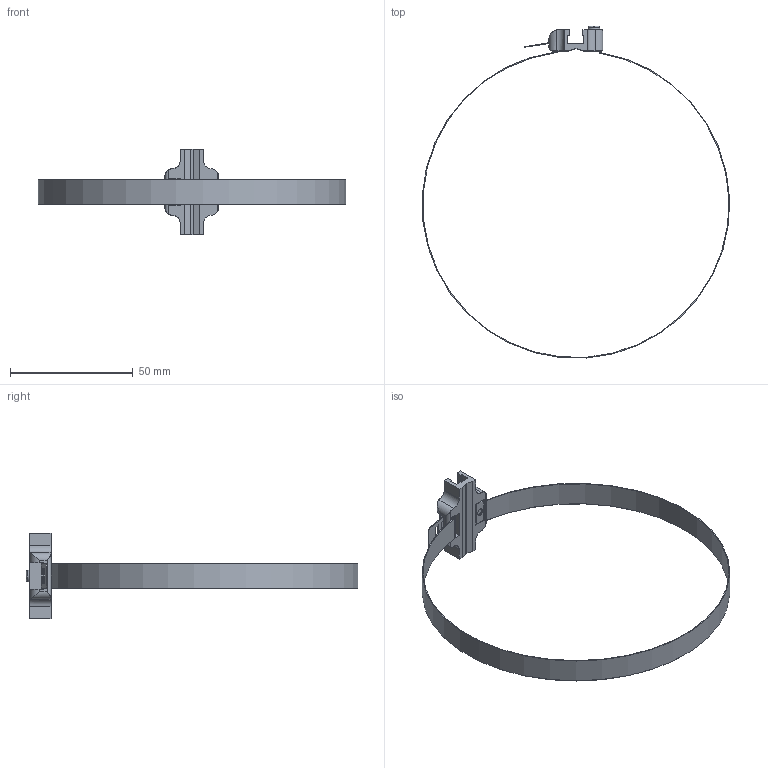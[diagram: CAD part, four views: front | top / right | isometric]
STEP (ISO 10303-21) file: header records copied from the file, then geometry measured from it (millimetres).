
FILE_DESCRIPTION( ( 'STEP AP203' ), '1' );
FILE_NAME( 'SICK BEF-KHZ-RT1-130-1-Bestell-Nr.2077684 (125).stp', '2018-12-17T14:44:08', ( '' ), ( '' ), ' ', 'PARTsolutions', ' ' );
FILE_SCHEMA( ( 'CONFIG_CONTROL_DESIGN' ) );
Length unit declared in the file: millimetre
Products named in the file (1): _SICK BEF-KHZ-RT1-130-1-Bestell-Nr.2077684 (125)
Bounding box: 125.39 x 135.49 x 35 mm (x, y, z)
Volume: 4046.3 mm3; surface area: 11173.4 mm2
Topology: 1 solids, 1 shells, 128 faces, 363 edges, 240 vertices
Faces by surface type: plane 77, cylinder 49, cone 1, torus 1
Full cylindrical faces by diameter (mm): 3 x2, 3.2 x1
Entity records: 4270 total; most frequent: CARTESIAN_POINT 847, ORIENTED_EDGE 712, DIRECTION 698, EDGE_CURVE 356, LINE 244, VECTOR 244, VERTEX_POINT 238, AXIS2_PLACEMENT_3D 227
